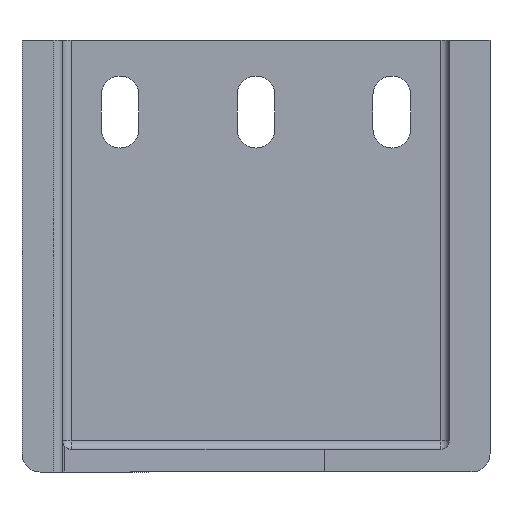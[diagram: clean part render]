
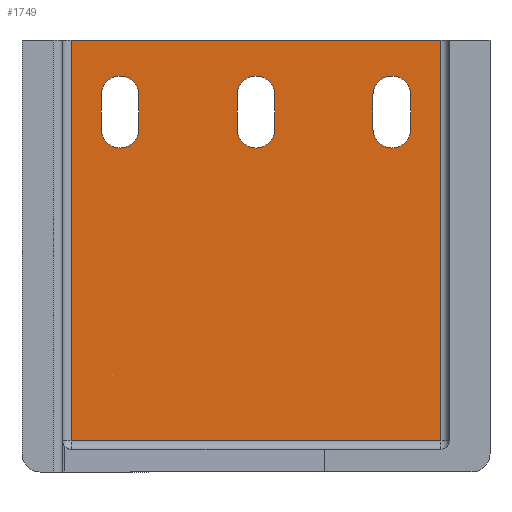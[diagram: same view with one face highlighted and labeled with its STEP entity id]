
A CAD part, front view. The second image highlights one B-rep face of the part: STEP entity #1749.
In plain terms, the highlighted planar face has unit normal (0, -1, 0).
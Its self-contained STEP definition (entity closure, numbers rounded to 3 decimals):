
#73=FACE_BOUND('',#307,.T.);
#74=FACE_BOUND('',#308,.T.);
#75=FACE_BOUND('',#309,.T.);
#125=CIRCLE('',#1882,2.1);
#126=CIRCLE('',#1883,2.1);
#127=CIRCLE('',#1884,2.1);
#128=CIRCLE('',#1885,2.1);
#129=CIRCLE('',#1886,2.1);
#130=CIRCLE('',#1887,2.1);
#211=FACE_OUTER_BOUND('',#306,.T.);
#306=EDGE_LOOP('',(#1239,#1240,#1241,#1242));
#307=EDGE_LOOP('',(#1243,#1244,#1245,#1246));
#308=EDGE_LOOP('',(#1247,#1248,#1249,#1250));
#309=EDGE_LOOP('',(#1251,#1252,#1253,#1254));
#452=LINE('',#2674,#618);
#453=LINE('',#2676,#619);
#454=LINE('',#2678,#620);
#455=LINE('',#2679,#621);
#456=LINE('',#2684,#622);
#457=LINE('',#2687,#623);
#458=LINE('',#2690,#624);
#459=LINE('',#2694,#625);
#460=LINE('',#2698,#626);
#461=LINE('',#2702,#627);
#618=VECTOR('',#2131,10.);
#619=VECTOR('',#2132,10.);
#620=VECTOR('',#2133,10.);
#621=VECTOR('',#2134,10.);
#622=VECTOR('',#2137,10.);
#623=VECTOR('',#2140,10.);
#624=VECTOR('',#2141,10.);
#625=VECTOR('',#2144,10.);
#626=VECTOR('',#2147,10.);
#627=VECTOR('',#2150,10.);
#789=VERTEX_POINT('',#2672);
#790=VERTEX_POINT('',#2673);
#791=VERTEX_POINT('',#2675);
#792=VERTEX_POINT('',#2677);
#793=VERTEX_POINT('',#2680);
#794=VERTEX_POINT('',#2681);
#795=VERTEX_POINT('',#2683);
#796=VERTEX_POINT('',#2685);
#797=VERTEX_POINT('',#2688);
#798=VERTEX_POINT('',#2689);
#799=VERTEX_POINT('',#2691);
#800=VERTEX_POINT('',#2693);
#801=VERTEX_POINT('',#2696);
#802=VERTEX_POINT('',#2697);
#803=VERTEX_POINT('',#2699);
#804=VERTEX_POINT('',#2701);
#969=EDGE_CURVE('',#789,#790,#452,.T.);
#970=EDGE_CURVE('',#790,#791,#453,.T.);
#971=EDGE_CURVE('',#791,#792,#454,.T.);
#972=EDGE_CURVE('',#792,#789,#455,.T.);
#973=EDGE_CURVE('',#793,#794,#125,.T.);
#974=EDGE_CURVE('',#794,#795,#456,.T.);
#975=EDGE_CURVE('',#795,#796,#126,.T.);
#976=EDGE_CURVE('',#796,#793,#457,.T.);
#977=EDGE_CURVE('',#797,#798,#458,.T.);
#978=EDGE_CURVE('',#798,#799,#127,.T.);
#979=EDGE_CURVE('',#799,#800,#459,.T.);
#980=EDGE_CURVE('',#800,#797,#128,.T.);
#981=EDGE_CURVE('',#801,#802,#460,.T.);
#982=EDGE_CURVE('',#802,#803,#129,.T.);
#983=EDGE_CURVE('',#803,#804,#461,.T.);
#984=EDGE_CURVE('',#804,#801,#130,.T.);
#1239=ORIENTED_EDGE('',*,*,#969,.T.);
#1240=ORIENTED_EDGE('',*,*,#970,.T.);
#1241=ORIENTED_EDGE('',*,*,#971,.T.);
#1242=ORIENTED_EDGE('',*,*,#972,.T.);
#1243=ORIENTED_EDGE('',*,*,#973,.T.);
#1244=ORIENTED_EDGE('',*,*,#974,.T.);
#1245=ORIENTED_EDGE('',*,*,#975,.T.);
#1246=ORIENTED_EDGE('',*,*,#976,.T.);
#1247=ORIENTED_EDGE('',*,*,#977,.T.);
#1248=ORIENTED_EDGE('',*,*,#978,.T.);
#1249=ORIENTED_EDGE('',*,*,#979,.T.);
#1250=ORIENTED_EDGE('',*,*,#980,.T.);
#1251=ORIENTED_EDGE('',*,*,#981,.T.);
#1252=ORIENTED_EDGE('',*,*,#982,.T.);
#1253=ORIENTED_EDGE('',*,*,#983,.T.);
#1254=ORIENTED_EDGE('',*,*,#984,.T.);
#1701=PLANE('',#1881);
#1749=ADVANCED_FACE('',(#211,#73,#74,#75),#1701,.T.);
#1881=AXIS2_PLACEMENT_3D('',#2671,#2129,#2130);
#1882=AXIS2_PLACEMENT_3D('',#2682,#2135,#2136);
#1883=AXIS2_PLACEMENT_3D('',#2686,#2138,#2139);
#1884=AXIS2_PLACEMENT_3D('',#2692,#2142,#2143);
#1885=AXIS2_PLACEMENT_3D('',#2695,#2145,#2146);
#1886=AXIS2_PLACEMENT_3D('',#2700,#2148,#2149);
#1887=AXIS2_PLACEMENT_3D('',#2703,#2151,#2152);
#2129=DIRECTION('center_axis',(0.,-1.,0.));
#2130=DIRECTION('ref_axis',(0.,0.,-1.));
#2131=DIRECTION('',(0.,0.,1.));
#2132=DIRECTION('',(-1.,0.,0.));
#2133=DIRECTION('',(0.,0.,-1.));
#2134=DIRECTION('',(1.,0.,0.));
#2135=DIRECTION('center_axis',(0.,1.,0.));
#2136=DIRECTION('ref_axis',(-1.,0.,0.));
#2137=DIRECTION('',(0.,0.,-1.));
#2138=DIRECTION('center_axis',(0.,1.,0.));
#2139=DIRECTION('ref_axis',(1.,0.,0.));
#2140=DIRECTION('',(0.,0.,1.));
#2141=DIRECTION('',(0.,0.,1.));
#2142=DIRECTION('center_axis',(0.,1.,0.));
#2143=DIRECTION('ref_axis',(-1.,0.,0.));
#2144=DIRECTION('',(0.,0.,-1.));
#2145=DIRECTION('center_axis',(0.,1.,0.));
#2146=DIRECTION('ref_axis',(1.,0.,0.));
#2147=DIRECTION('',(0.,0.,1.));
#2148=DIRECTION('center_axis',(0.,1.,0.));
#2149=DIRECTION('ref_axis',(-1.,0.,0.));
#2150=DIRECTION('',(0.,0.,-1.));
#2151=DIRECTION('center_axis',(0.,1.,0.));
#2152=DIRECTION('ref_axis',(1.,0.,0.));
#2671=CARTESIAN_POINT('Origin',(0.,96.,21.5));
#2672=CARTESIAN_POINT('',(20.5,96.,1.));
#2673=CARTESIAN_POINT('',(20.5,96.,45.5));
#2674=CARTESIAN_POINT('',(20.5,96.,10.75));
#2675=CARTESIAN_POINT('',(-20.5,96.,45.5));
#2676=CARTESIAN_POINT('',(24.,96.,45.5));
#2677=CARTESIAN_POINT('',(-20.5,96.,1.));
#2678=CARTESIAN_POINT('',(-20.5,96.,10.75));
#2679=CARTESIAN_POINT('',(-10.75,96.,1.));
#2680=CARTESIAN_POINT('',(13.,96.,39.4));
#2681=CARTESIAN_POINT('',(17.2,96.,39.4));
#2682=CARTESIAN_POINT('Origin',(15.1,96.,39.4));
#2683=CARTESIAN_POINT('',(17.2,96.,35.6));
#2684=CARTESIAN_POINT('',(17.2,96.,28.55));
#2685=CARTESIAN_POINT('',(13.,96.,35.6));
#2686=CARTESIAN_POINT('Origin',(15.1,96.,35.6));
#2687=CARTESIAN_POINT('',(13.,96.,30.45));
#2688=CARTESIAN_POINT('',(-2.1,96.,35.6));
#2689=CARTESIAN_POINT('',(-2.1,96.,39.4));
#2690=CARTESIAN_POINT('',(-2.1,96.,30.45));
#2691=CARTESIAN_POINT('',(2.1,96.,39.4));
#2692=CARTESIAN_POINT('Origin',(0.,96.,39.4));
#2693=CARTESIAN_POINT('',(2.1,96.,35.6));
#2694=CARTESIAN_POINT('',(2.1,96.,28.55));
#2695=CARTESIAN_POINT('Origin',(0.,96.,35.6));
#2696=CARTESIAN_POINT('',(-17.2,96.,35.6));
#2697=CARTESIAN_POINT('',(-17.2,96.,39.4));
#2698=CARTESIAN_POINT('',(-17.2,96.,30.45));
#2699=CARTESIAN_POINT('',(-13.,96.,39.4));
#2700=CARTESIAN_POINT('Origin',(-15.1,96.,39.4));
#2701=CARTESIAN_POINT('',(-13.,96.,35.6));
#2702=CARTESIAN_POINT('',(-13.,96.,28.55));
#2703=CARTESIAN_POINT('Origin',(-15.1,96.,35.6));
